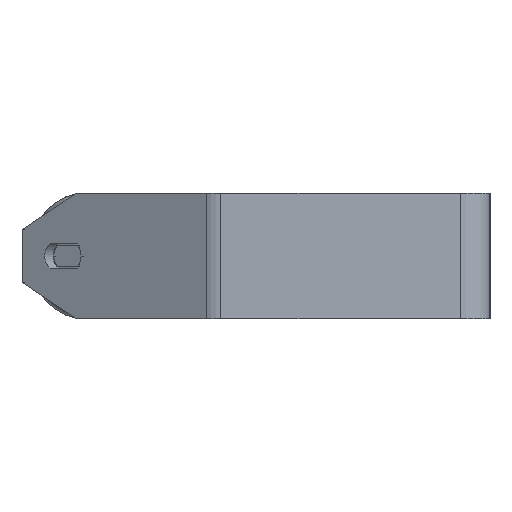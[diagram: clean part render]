
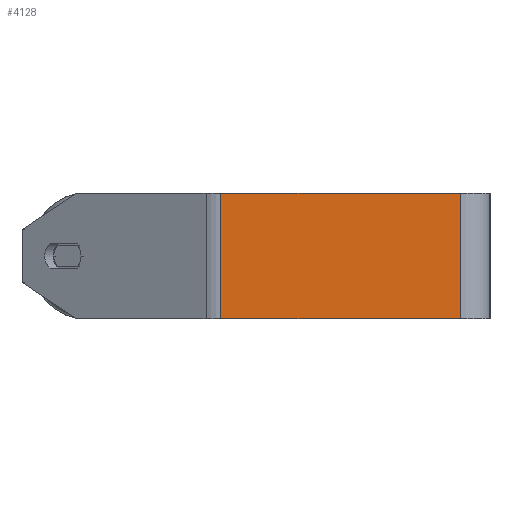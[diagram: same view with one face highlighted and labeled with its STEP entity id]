
A CAD part, left-side view. The second image highlights one B-rep face of the part: STEP entity #4128.
In plain terms, the highlighted planar face has unit normal (-1, 0, 0).
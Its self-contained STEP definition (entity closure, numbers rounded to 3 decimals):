
#105 = DIRECTION ( 'NONE',  ( 0., 0., -1. ) ) ;
#349 = LINE ( 'NONE', #1058, #8255 ) ;
#1026 = CARTESIAN_POINT ( 'NONE',  ( -400., 132.078, 30. ) ) ;
#1058 = CARTESIAN_POINT ( 'NONE',  ( -400., 132.078, -30. ) ) ;
#1253 = VERTEX_POINT ( 'NONE', #3971 ) ;
#1429 = FACE_OUTER_BOUND ( 'NONE', #4610, .T. ) ;
#1490 = LINE ( 'NONE', #4997, #4686 ) ;
#1696 = DIRECTION ( 'NONE',  ( 1., 0., 0. ) ) ;
#2211 = VERTEX_POINT ( 'NONE', #7584 ) ;
#2249 = ORIENTED_EDGE ( 'NONE', *, *, #4916, .T. ) ;
#2562 = EDGE_CURVE ( 'NONE', #1253, #2211, #1490, .T. ) ;
#3102 = DIRECTION ( 'NONE',  ( 0., 0., -1. ) ) ;
#3226 = EDGE_CURVE ( 'NONE', #7661, #1253, #5372, .T. ) ;
#3370 = CARTESIAN_POINT ( 'NONE',  ( -400., 132.078, 30. ) ) ;
#3971 = CARTESIAN_POINT ( 'NONE',  ( -400., 14., 30. ) ) ;
#4000 = ORIENTED_EDGE ( 'NONE', *, *, #4886, .T. ) ;
#4128 = ADVANCED_FACE ( 'NONE', ( #1429 ), #6856, .F. ) ;
#4360 = DIRECTION ( 'NONE',  ( 0., 0., -1. ) ) ;
#4393 = CARTESIAN_POINT ( 'NONE',  ( -400., 128.327, 30. ) ) ;
#4610 = EDGE_LOOP ( 'NONE', ( #4000, #6666, #5778, #2249 ) ) ;
#4686 = VECTOR ( 'NONE', #105, 1000. ) ;
#4886 = EDGE_CURVE ( 'NONE', #5268, #2211, #349, .T. ) ;
#4916 = EDGE_CURVE ( 'NONE', #7661, #5268, #5059, .T. ) ;
#4997 = CARTESIAN_POINT ( 'NONE',  ( -400., 14., 30. ) ) ;
#5059 = LINE ( 'NONE', #4393, #8548 ) ;
#5268 = VERTEX_POINT ( 'NONE', #7849 ) ;
#5372 = LINE ( 'NONE', #3370, #6963 ) ;
#5434 = CARTESIAN_POINT ( 'NONE',  ( -400., 128.327, 30. ) ) ;
#5778 = ORIENTED_EDGE ( 'NONE', *, *, #3226, .F. ) ;
#6666 = ORIENTED_EDGE ( 'NONE', *, *, #2562, .F. ) ;
#6794 = DIRECTION ( 'NONE',  ( 0., -1., 0. ) ) ;
#6856 = PLANE ( 'NONE',  #7242 ) ;
#6963 = VECTOR ( 'NONE', #6794, 1000. ) ;
#7242 = AXIS2_PLACEMENT_3D ( 'NONE', #1026, #1696, #4360 ) ;
#7584 = CARTESIAN_POINT ( 'NONE',  ( -400., 14., -30. ) ) ;
#7661 = VERTEX_POINT ( 'NONE', #5434 ) ;
#7849 = CARTESIAN_POINT ( 'NONE',  ( -400., 128.327, -30. ) ) ;
#8255 = VECTOR ( 'NONE', #8456, 1000. ) ;
#8456 = DIRECTION ( 'NONE',  ( 0., -1., 0. ) ) ;
#8548 = VECTOR ( 'NONE', #3102, 1000. ) ;
